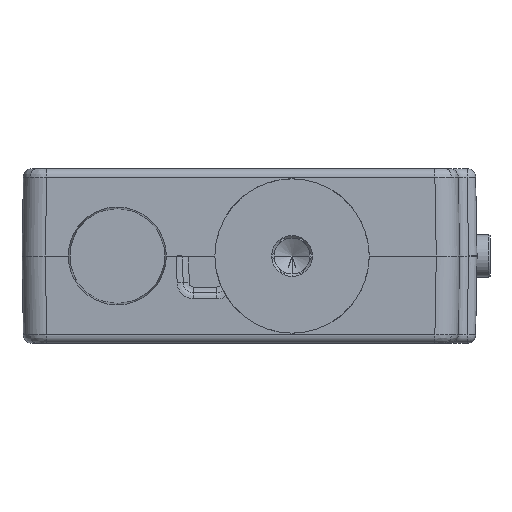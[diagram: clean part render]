
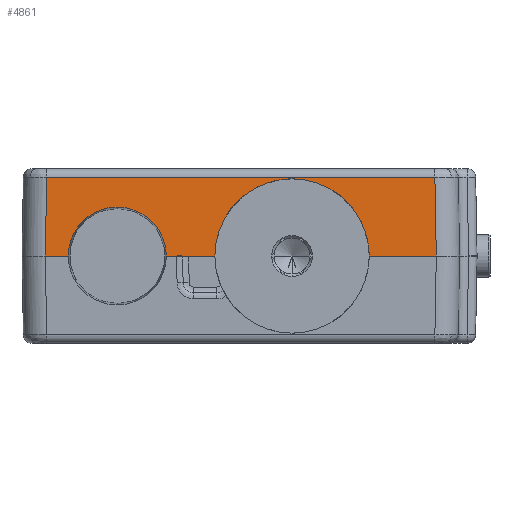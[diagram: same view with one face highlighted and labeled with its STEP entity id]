
A CAD part, left-side view. The second image highlights one B-rep face of the part: STEP entity #4861.
In plain terms, the highlighted planar face has unit normal (-1, 0, 0.018).
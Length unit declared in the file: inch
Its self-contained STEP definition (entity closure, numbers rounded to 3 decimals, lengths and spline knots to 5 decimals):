
#73 = VERTEX_POINT ( 'NONE', #6531 ) ;
#163 = CARTESIAN_POINT ( 'NONE',  ( -2.2668, 0., 0.828 ) ) ;
#815 = VERTEX_POINT ( 'NONE', #18824 ) ;
#1797 = CARTESIAN_POINT ( 'NONE',  ( -2.28125, 2.897, 0. ) ) ;
#1953 = EDGE_CURVE ( 'NONE', #15990, #10191, #17197, .T. ) ;
#1955 = CARTESIAN_POINT ( 'NONE',  ( -2.26649, 2.63228, 0.84539 ) ) ;
#2369 = EDGE_CURVE ( 'NONE', #10755, #15990, #4373, .T. ) ;
#2485 = CARTESIAN_POINT ( 'NONE',  ( -2.2668, 0., 0.828 ) ) ;
#2569 = CARTESIAN_POINT ( 'NONE',  ( -2.28125, -0.828, 0. ) ) ;
#3099 = VERTEX_POINT ( 'NONE', #5644 ) ;
#3173 = ORIENTED_EDGE ( 'NONE', *, *, #21403, .T. ) ;
#3271 = EDGE_CURVE ( 'NONE', #29571, #13129, #13235, .T. ) ;
#3383 = DIRECTION ( 'NONE',  ( -1., 0., 0.017 ) ) ;
#4217 = CARTESIAN_POINT ( 'NONE',  ( -2.27588, 2.39983, 0.30741 ) ) ;
#4373 = LINE ( 'NONE', #23370, #9930 ) ;
#4705 = DIRECTION ( 'NONE',  ( 0., -1., 0. ) ) ;
#4861 = ADVANCED_FACE ( 'NONE', ( #5885 ), #17466, .T. ) ;
#5644 = CARTESIAN_POINT ( 'NONE',  ( -2.28125, -0.828, 0. ) ) ;
#5885 = FACE_OUTER_BOUND ( 'NONE', #20187, .T. ) ;
#6193 = ORIENTED_EDGE ( 'NONE', *, *, #12861, .T. ) ;
#6346 = ORIENTED_EDGE ( 'NONE', *, *, #27325, .T. ) ;
#6531 = CARTESIAN_POINT ( 'NONE',  ( -2.28125, -1.54754, 0. ) ) ;
#6580 = CARTESIAN_POINT ( 'NONE',  ( -2.2799, -1.54618, 0.07753 ) ) ;
#6909 = CARTESIAN_POINT ( 'NONE',  ( -2.2668, -0.48503, 0.828 ) ) ;
#7133 = CARTESIAN_POINT ( 'NONE',  ( -2.28125, 2.897, 0. ) ) ;
#9244 = CARTESIAN_POINT ( 'NONE',  ( -2.28125, 1.24248, 0. ) ) ;
#9930 = VECTOR ( 'NONE', #17238, 39.37008 ) ;
#10080 = CARTESIAN_POINT ( 'NONE',  ( -2.28133, 2.64711, -0.00436 ) ) ;
#10191 = VERTEX_POINT ( 'NONE', #25726 ) ;
#10452 = CARTESIAN_POINT ( 'NONE',  ( -2.28125, 2.64704, 0. ) ) ;
#10694 = CARTESIAN_POINT ( 'NONE',  ( -2.26649, 2.63067, 0.84539 ) ) ;
#10755 = VERTEX_POINT ( 'NONE', #10452 ) ;
#11830 = EDGE_CURVE ( 'NONE', #13062, #10755, #30026, .T. ) ;
#12210 = VECTOR ( 'NONE', #20532, 39.37008 ) ;
#12215 = LINE ( 'NONE', #6580, #12210 ) ;
#12758 = CARTESIAN_POINT ( 'NONE',  ( -2.28125, 2.897, 0. ) ) ;
#12761 = VECTOR ( 'NONE', #4705, 39.37008 ) ;
#12861 = EDGE_CURVE ( 'NONE', #16722, #13062, #22966, .T. ) ;
#13062 = VERTEX_POINT ( 'NONE', #1955 ) ;
#13129 = VERTEX_POINT ( 'NONE', #9244 ) ;
#13173 = LINE ( 'NONE', #7133, #12761 ) ;
#13216 = DIRECTION ( 'NONE',  ( 0., -1., 0. ) ) ;
#13235 = LINE ( 'NONE', #1797, #25795 ) ;
#13585 = DIRECTION ( 'NONE',  ( 0., -1., 0. ) ) ;
#13916 = EDGE_CURVE ( 'NONE', #13129, #815, #17151, .T. ) ;
#14138 = CARTESIAN_POINT ( 'NONE',  ( -2.27588, 1.35017, 0.30741 ) ) ;
#14367 = CARTESIAN_POINT ( 'NONE',  ( -2.2668, 0.48503, 0.828 ) ) ;
#15982 = ORIENTED_EDGE ( 'NONE', *, *, #20987, .T. ) ;
#15990 = VERTEX_POINT ( 'NONE', #16053 ) ;
#16053 = CARTESIAN_POINT ( 'NONE',  ( -2.28125, 2.39999, 0. ) ) ;
#16229 = ORIENTED_EDGE ( 'NONE', *, *, #13916, .T. ) ;
#16537 = ORIENTED_EDGE ( 'NONE', *, *, #21720, .T. ) ;
#16698 = CARTESIAN_POINT ( 'NONE',  ( -2.27278, -0.828, 0.48503 ) ) ;
#16722 = VERTEX_POINT ( 'NONE', #24663 ) ;
#16830 = VECTOR ( 'NONE', #13216, 39.37008 ) ;
#17151 = LINE ( 'NONE', #29719, #16830 ) ;
#17197 =( BOUNDED_CURVE ( )  B_SPLINE_CURVE ( 3, ( #28393, #4217, #18285, #21345 ),
 .UNSPECIFIED., .F., .T. ) 
 B_SPLINE_CURVE_WITH_KNOTS ( ( 4, 4 ),
 ( 1.57132, 3.14159 ),
 .UNSPECIFIED. ) 
 CURVE ( )  GEOMETRIC_REPRESENTATION_ITEM ( )  RATIONAL_B_SPLINE_CURVE ( ( 1., 0.805, 0.805, 1. ) ) 
 REPRESENTATION_ITEM ( '' )  );
#17238 = DIRECTION ( 'NONE',  ( 0., -1., 0. ) ) ;
#17466 = PLANE ( 'NONE',  #25463 ) ;
#18285 = CARTESIAN_POINT ( 'NONE',  ( -2.27209, 2.18241, 0.52472 ) ) ;
#18353 =( BOUNDED_CURVE ( )  B_SPLINE_CURVE ( 3, ( #25901, #23504, #14138, #30687 ),
 .UNSPECIFIED., .F., .F. ) 
 B_SPLINE_CURVE_WITH_KNOTS ( ( 4, 4 ),
 ( 3.14159, 4.71187 ),
 .UNSPECIFIED. ) 
 CURVE ( )  GEOMETRIC_REPRESENTATION_ITEM ( )  RATIONAL_B_SPLINE_CURVE ( ( 1., 0.805, 0.805, 1. ) ) 
 REPRESENTATION_ITEM ( '' )  );
#18824 = CARTESIAN_POINT ( 'NONE',  ( -2.28125, 0.828, 0. ) ) ;
#19777 = ORIENTED_EDGE ( 'NONE', *, *, #3271, .T. ) ;
#19823 = DIRECTION ( 'NONE',  ( 0.017, 0., 1. ) ) ;
#19990 = DIRECTION ( 'NONE',  ( 0., 1., 0. ) ) ;
#20187 = EDGE_LOOP ( 'NONE', ( #29148, #29257, #29431, #19777, #16229, #3173, #16537, #6346, #15982, #6193, #28585 ) ) ;
#20532 = DIRECTION ( 'NONE',  ( 0.017, 0.017, 1. ) ) ;
#20987 = EDGE_CURVE ( 'NONE', #73, #16722, #12215, .T. ) ;
#21345 = CARTESIAN_POINT ( 'NONE',  ( -2.27209, 1.875, 0.52472 ) ) ;
#21403 = EDGE_CURVE ( 'NONE', #815, #25176, #23843, .T. ) ;
#21720 = EDGE_CURVE ( 'NONE', #25176, #3099, #27587, .T. ) ;
#22966 = LINE ( 'NONE', #10694, #23067 ) ;
#23067 = VECTOR ( 'NONE', #19990, 39.37008 ) ;
#23280 = CARTESIAN_POINT ( 'NONE',  ( -2.2668, 0., 0.828 ) ) ;
#23370 = CARTESIAN_POINT ( 'NONE',  ( -2.28125, 2.897, 0. ) ) ;
#23504 = CARTESIAN_POINT ( 'NONE',  ( -2.27209, 1.56759, 0.52472 ) ) ;
#23843 =( BOUNDED_CURVE ( )  B_SPLINE_CURVE ( 3, ( #26128, #28476, #14367, #163 ),
 .UNSPECIFIED., .F., .F. ) 
 B_SPLINE_CURVE_WITH_KNOTS ( ( 4, 4 ),
 ( 1.5708, 3.14159 ),
 .UNSPECIFIED. ) 
 CURVE ( )  GEOMETRIC_REPRESENTATION_ITEM ( )  RATIONAL_B_SPLINE_CURVE ( ( 1., 0.805, 0.805, 1. ) ) 
 REPRESENTATION_ITEM ( '' )  );
#24663 = CARTESIAN_POINT ( 'NONE',  ( -2.26649, -1.53278, 0.84539 ) ) ;
#25176 = VERTEX_POINT ( 'NONE', #2485 ) ;
#25463 = AXIS2_PLACEMENT_3D ( 'NONE', #12758, #3383, #19823 ) ;
#25726 = CARTESIAN_POINT ( 'NONE',  ( -2.27209, 1.875, 0.52472 ) ) ;
#25795 = VECTOR ( 'NONE', #13585, 39.37008 ) ;
#25901 = CARTESIAN_POINT ( 'NONE',  ( -2.27209, 1.875, 0.52472 ) ) ;
#25938 = CARTESIAN_POINT ( 'NONE',  ( -2.28125, 1.35001, 0. ) ) ;
#26128 = CARTESIAN_POINT ( 'NONE',  ( -2.28125, 0.828, 0. ) ) ;
#27325 = EDGE_CURVE ( 'NONE', #3099, #73, #13173, .T. ) ;
#27587 =( BOUNDED_CURVE ( )  B_SPLINE_CURVE ( 3, ( #23280, #6909, #16698, #2569 ),
 .UNSPECIFIED., .F., .F. ) 
 B_SPLINE_CURVE_WITH_KNOTS ( ( 4, 4 ),
 ( 3.14159, 4.71239 ),
 .UNSPECIFIED. ) 
 CURVE ( )  GEOMETRIC_REPRESENTATION_ITEM ( )  RATIONAL_B_SPLINE_CURVE ( ( 1., 0.805, 0.805, 1. ) ) 
 REPRESENTATION_ITEM ( '' )  );
#27900 = EDGE_CURVE ( 'NONE', #10191, #29571, #18353, .T. ) ;
#28393 = CARTESIAN_POINT ( 'NONE',  ( -2.28125, 2.39999, 0. ) ) ;
#28476 = CARTESIAN_POINT ( 'NONE',  ( -2.27278, 0.828, 0.48503 ) ) ;
#28585 = ORIENTED_EDGE ( 'NONE', *, *, #11830, .T. ) ;
#28877 = DIRECTION ( 'NONE',  ( -0.017, 0.017, -1. ) ) ;
#29148 = ORIENTED_EDGE ( 'NONE', *, *, #2369, .T. ) ;
#29257 = ORIENTED_EDGE ( 'NONE', *, *, #1953, .T. ) ;
#29431 = ORIENTED_EDGE ( 'NONE', *, *, #27900, .T. ) ;
#29571 = VERTEX_POINT ( 'NONE', #25938 ) ;
#29719 = CARTESIAN_POINT ( 'NONE',  ( -2.28125, 2.897, 0. ) ) ;
#29992 = VECTOR ( 'NONE', #28877, 39.37008 ) ;
#30026 = LINE ( 'NONE', #10080, #29992 ) ;
#30687 = CARTESIAN_POINT ( 'NONE',  ( -2.28125, 1.35001, 0. ) ) ;
